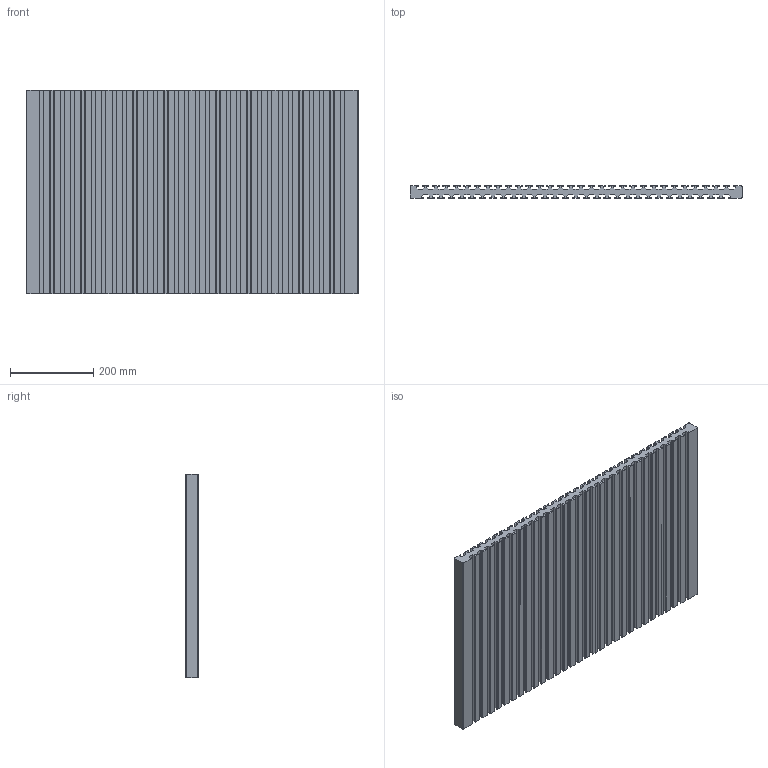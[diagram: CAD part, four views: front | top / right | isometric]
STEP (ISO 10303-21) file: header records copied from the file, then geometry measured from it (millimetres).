
FILE_DESCRIPTION (( 'STEP AP203' ), '1' );
FILE_NAME ('80cmX49cm Table Plate_Default_sldprt.STEP', '2023-10-19T05:33:43', ( '' ), ( '' ), 'SwSTEP 2.0', 'SolidWorks 2023', '' );
FILE_SCHEMA (( 'CONFIG_CONTROL_DESIGN' ));
Length unit declared in the file: millimetre
Products named in the file (1): 80cmX49cm Table Plate_Default_sldprt
Bounding box: 800 x 30 x 490 mm (x, y, z)
Volume: 7928879.5 mm3; surface area: 1805562.3 mm2
Topology: 1 solids, 1 shells, 742 faces, 2220 edges, 1480 vertices
Faces by surface type: plane 616, cylinder 126
Entity records: 24773 total; most frequent: CARTESIAN_POINT 4443, ORIENTED_EDGE 4440, DIRECTION 3958, EDGE_CURVE 2220, VECTOR 1968, LINE 1968, VERTEX_POINT 1480, AXIS2_PLACEMENT_3D 995
